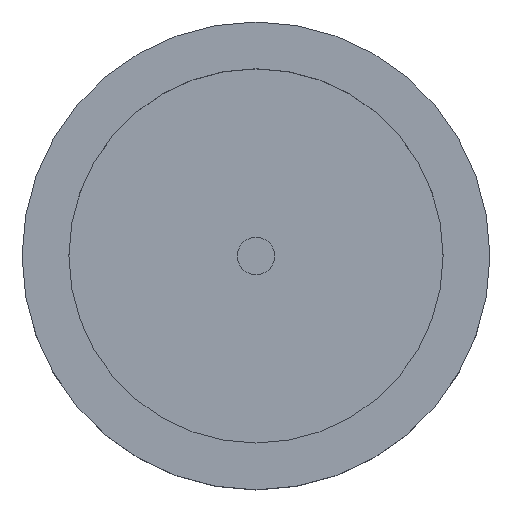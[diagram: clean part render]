
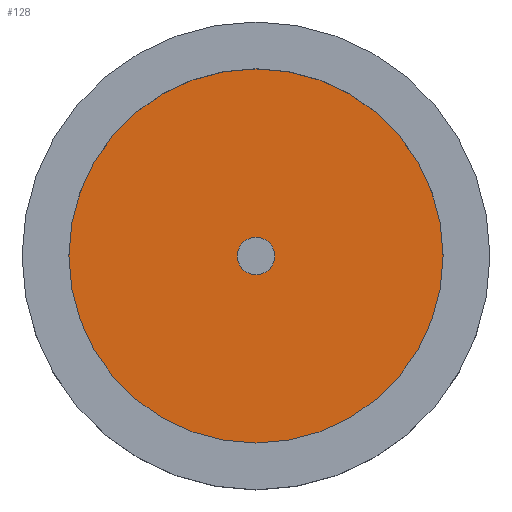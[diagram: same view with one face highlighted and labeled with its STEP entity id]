
A CAD part, top view. The second image highlights one B-rep face of the part: STEP entity #128.
In plain terms, the highlighted planar face has unit normal (0, 0, 1).
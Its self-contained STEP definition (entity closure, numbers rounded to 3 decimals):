
#9 = DIRECTION ( 'NONE',  ( 1., 0., 0. ) ) ;
#11 = DIRECTION ( 'NONE',  ( 1., 0., 0. ) ) ;
#14 = AXIS2_PLACEMENT_3D ( 'NONE', #171, #355, #11 ) ;
#27 = ORIENTED_EDGE ( 'NONE', *, *, #195, .F. ) ;
#42 = CARTESIAN_POINT ( 'NONE',  ( 0., 0., -3. ) ) ;
#62 = VERTEX_POINT ( 'NONE', #293 ) ;
#72 = CARTESIAN_POINT ( 'NONE',  ( 4., 0., -3. ) ) ;
#105 = AXIS2_PLACEMENT_3D ( 'NONE', #352, #143, #168 ) ;
#125 = AXIS2_PLACEMENT_3D ( 'NONE', #257, #394, #205 ) ;
#126 = EDGE_LOOP ( 'NONE', ( #27, #305 ) ) ;
#128 = ADVANCED_FACE ( 'NONE', ( #344, #279 ), #328, .T. ) ;
#132 = VERTEX_POINT ( 'NONE', #319 ) ;
#138 = DIRECTION ( 'NONE',  ( 1., 0., 0. ) ) ;
#143 = DIRECTION ( 'NONE',  ( 0., 0., -1. ) ) ;
#146 = EDGE_CURVE ( 'NONE', #288, #62, #233, .T. ) ;
#148 = EDGE_CURVE ( 'NONE', #132, #248, #185, .T. ) ;
#165 = EDGE_CURVE ( 'NONE', #248, #132, #226, .T. ) ;
#168 = DIRECTION ( 'NONE',  ( 1., 0., 0. ) ) ;
#171 = CARTESIAN_POINT ( 'NONE',  ( 0., 0., -3. ) ) ;
#185 = CIRCLE ( 'NONE', #125, 4. ) ;
#193 = CIRCLE ( 'NONE', #14, 40. ) ;
#195 = EDGE_CURVE ( 'NONE', #62, #288, #193, .T. ) ;
#205 = DIRECTION ( 'NONE',  ( 1., 0., 0. ) ) ;
#226 = CIRCLE ( 'NONE', #343, 4. ) ;
#233 = CIRCLE ( 'NONE', #105, 40. ) ;
#236 = DIRECTION ( 'NONE',  ( 0., 0., 1. ) ) ;
#243 = ORIENTED_EDGE ( 'NONE', *, *, #165, .F. ) ;
#248 = VERTEX_POINT ( 'NONE', #72 ) ;
#257 = CARTESIAN_POINT ( 'NONE',  ( 0., 0., -3. ) ) ;
#279 = FACE_BOUND ( 'NONE', #380, .T. ) ;
#288 = VERTEX_POINT ( 'NONE', #296 ) ;
#293 = CARTESIAN_POINT ( 'NONE',  ( -40., 0., -3. ) ) ;
#296 = CARTESIAN_POINT ( 'NONE',  ( 40., 0., -3. ) ) ;
#305 = ORIENTED_EDGE ( 'NONE', *, *, #146, .F. ) ;
#310 = ORIENTED_EDGE ( 'NONE', *, *, #148, .F. ) ;
#319 = CARTESIAN_POINT ( 'NONE',  ( -4., 0., -3. ) ) ;
#328 = PLANE ( 'NONE',  #376 ) ;
#343 = AXIS2_PLACEMENT_3D ( 'NONE', #42, #393, #138 ) ;
#344 = FACE_OUTER_BOUND ( 'NONE', #126, .T. ) ;
#352 = CARTESIAN_POINT ( 'NONE',  ( 0., 0., -3. ) ) ;
#355 = DIRECTION ( 'NONE',  ( 0., 0., -1. ) ) ;
#359 = CARTESIAN_POINT ( 'NONE',  ( 0., 0., -3. ) ) ;
#376 = AXIS2_PLACEMENT_3D ( 'NONE', #359, #236, #9 ) ;
#380 = EDGE_LOOP ( 'NONE', ( #310, #243 ) ) ;
#393 = DIRECTION ( 'NONE',  ( 0., 0., 1. ) ) ;
#394 = DIRECTION ( 'NONE',  ( 0., 0., 1. ) ) ;
